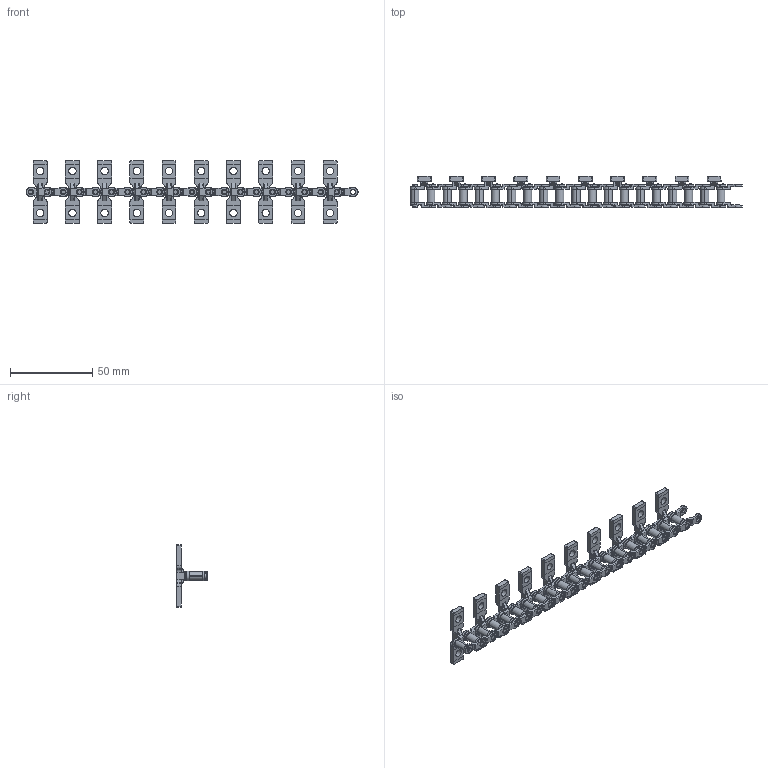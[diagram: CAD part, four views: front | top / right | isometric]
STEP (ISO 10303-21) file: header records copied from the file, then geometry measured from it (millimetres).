
FILE_DESCRIPTION (( 'STEP AP203' ), '1' );
FILE_NAME ('276-7141-000 Rev1.STEP', '2019-11-27T15:22:21', ( '' ), ( '' ), 'SwSTEP 2.0', 'SolidWorks 2019', '' );
FILE_SCHEMA (( 'CONFIG_CONTROL_DESIGN' ));
Length unit declared in the file: millimetre
Products named in the file (3): 276-7141-000 Rev1; 276-7141-001 Rev3; 276-2172-001 Rev2
Assembly tree (20 placements, depth 2):
  276-7141-000 Rev1
    276-7141-001 Rev3  x10
    276-2172-001 Rev2  x10
Bounding box: 201.97 x 19.09 x 38.1 mm (x, y, z)
Volume: 15177.1 mm3; surface area: 21250.7 mm2
Topology: 20 solids, 20 shells, 5500 faces, 12810 edges, 7500 vertices
Faces by surface type: cylinder 1680, plane 1410, bspline 1380, cone 360, torus 340, sphere 330
Entity records: 21354 total; most frequent: CARTESIAN_POINT 9166, ORIENTED_EDGE 2554, DIRECTION 2154, EDGE_CURVE 1277, AXIS2_PLACEMENT_3D 857, VERTEX_POINT 750, EDGE_LOOP 581, ADVANCED_FACE 550
